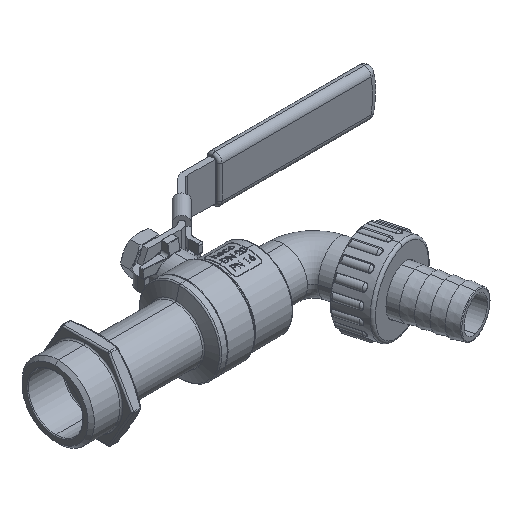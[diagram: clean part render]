
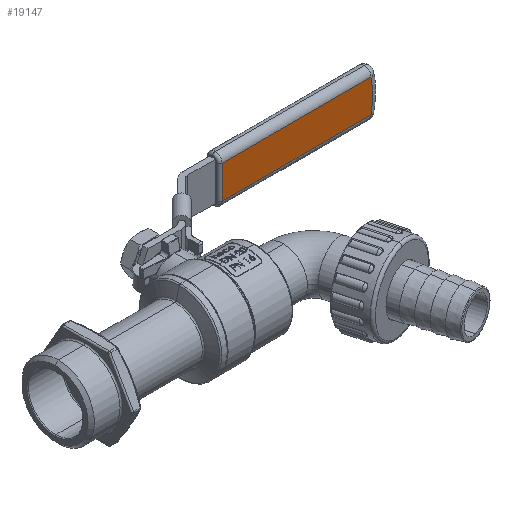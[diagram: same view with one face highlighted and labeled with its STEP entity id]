
A CAD part, isometric view. The second image highlights one B-rep face of the part: STEP entity #19147.
In plain terms, the highlighted planar face has unit normal (0, -1, 0).
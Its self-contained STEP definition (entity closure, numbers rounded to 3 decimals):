
#2325 = DIRECTION ( 'NONE',  ( -1., 0., 0. ) ) ;
#5218 = ORIENTED_EDGE ( 'NONE', *, *, #40250, .T. ) ;
#5622 = DIRECTION ( 'NONE',  ( 0., 0., -1. ) ) ;
#7396 = AXIS2_PLACEMENT_3D ( 'NONE', #39186, #14509, #2325 ) ;
#7400 = CARTESIAN_POINT ( 'NONE',  ( 91.837, 39.5, -6. ) ) ;
#8599 = EDGE_CURVE ( 'NONE', #32196, #28157, #27726, .T. ) ;
#11906 = AXIS2_PLACEMENT_3D ( 'NONE', #14442, #26470, #38394 ) ;
#13258 = LINE ( 'NONE', #16879, #17144 ) ;
#14442 = CARTESIAN_POINT ( 'NONE',  ( 95., 39.5, 8.5 ) ) ;
#14509 = DIRECTION ( 'NONE',  ( 0., -1., 0. ) ) ;
#14764 = ORIENTED_EDGE ( 'NONE', *, *, #42872, .T. ) ;
#16879 = CARTESIAN_POINT ( 'NONE',  ( 93.771, 39.5, -6. ) ) ;
#17144 = VECTOR ( 'NONE', #24583, 1000. ) ;
#18022 = LINE ( 'NONE', #27107, #48917 ) ;
#19147 = ADVANCED_FACE ( 'NONE', ( #30132 ), #39121, .F. ) ;
#21212 = CARTESIAN_POINT ( 'NONE',  ( 91.837, 39.5, 6. ) ) ;
#24448 = VERTEX_POINT ( 'NONE', #7400 ) ;
#24583 = DIRECTION ( 'NONE',  ( 1., 0., 0. ) ) ;
#25182 = CIRCLE ( 'NONE', #7396, 27.5 ) ;
#26470 = DIRECTION ( 'NONE',  ( 0., 1., 0. ) ) ;
#27107 = CARTESIAN_POINT ( 'NONE',  ( 37.485, 39.5, 8.5 ) ) ;
#27726 = LINE ( 'NONE', #33675, #31625 ) ;
#28157 = VERTEX_POINT ( 'NONE', #36567 ) ;
#28801 = EDGE_LOOP ( 'NONE', ( #39056, #40541, #14764, #5218 ) ) ;
#30132 = FACE_OUTER_BOUND ( 'NONE', #28801, .T. ) ;
#31625 = VECTOR ( 'NONE', #42341, 1000. ) ;
#32196 = VERTEX_POINT ( 'NONE', #21212 ) ;
#33675 = CARTESIAN_POINT ( 'NONE',  ( 95., 39.5, 6. ) ) ;
#36567 = CARTESIAN_POINT ( 'NONE',  ( 37.485, 39.5, 6. ) ) ;
#38394 = DIRECTION ( 'NONE',  ( -1., 0., 0. ) ) ;
#39056 = ORIENTED_EDGE ( 'NONE', *, *, #8599, .T. ) ;
#39121 = PLANE ( 'NONE',  #11906 ) ;
#39186 = CARTESIAN_POINT ( 'NONE',  ( 65., 39.5, 0. ) ) ;
#40250 = EDGE_CURVE ( 'NONE', #24448, #32196, #25182, .T. ) ;
#40541 = ORIENTED_EDGE ( 'NONE', *, *, #41057, .T. ) ;
#41057 = EDGE_CURVE ( 'NONE', #28157, #47319, #18022, .T. ) ;
#42341 = DIRECTION ( 'NONE',  ( -1., 0., 0. ) ) ;
#42872 = EDGE_CURVE ( 'NONE', #47319, #24448, #13258, .T. ) ;
#47319 = VERTEX_POINT ( 'NONE', #52015 ) ;
#48917 = VECTOR ( 'NONE', #5622, 1000. ) ;
#52015 = CARTESIAN_POINT ( 'NONE',  ( 37.485, 39.5, -6. ) ) ;
